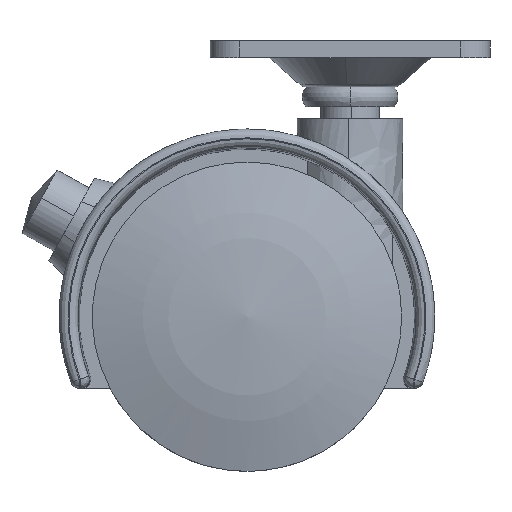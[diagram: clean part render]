
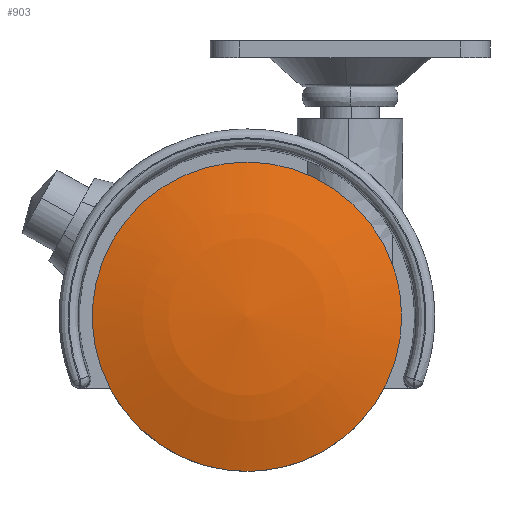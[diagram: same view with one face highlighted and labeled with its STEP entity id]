
A CAD part, front view. The second image highlights one B-rep face of the part: STEP entity #903.
In plain terms, the highlighted free-form (B-spline) face has degree [2, 2] with [4, 4] control points.
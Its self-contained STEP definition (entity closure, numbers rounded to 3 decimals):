
#643=CARTESIAN_POINT('',(20.853,-17.05,2.479));
#644=VERTEX_POINT('',#643);
#650=CARTESIAN_POINT('',(0.0,-17.05,-21.0));
#651=VERTEX_POINT('',#650);
#652=CARTESIAN_POINT('',(20.853,-17.05,2.479));
#653=CARTESIAN_POINT('',(21.,-17.05,1.244));
#654=CARTESIAN_POINT('',(21.0,-17.05,0.0));
#655=CARTESIAN_POINT('',(21.,-17.05,-21.));
#656=CARTESIAN_POINT('',(0.0,-17.05,-21.0));
#664=(BOUNDED_CURVE()B_SPLINE_CURVE(2,(#652,#653,#654,#655,#656),.UNSPECIFIED.,.F.,.U.)B_SPLINE_CURVE_WITH_KNOTS((3,2,3),(0.23,0.25,0.5),.UNSPECIFIED.)CURVE()GEOMETRIC_REPRESENTATION_ITEM()RATIONAL_B_SPLINE_CURVE((0.956,0.976,1.0,0.707,1.0))REPRESENTATION_ITEM(''));
#665=EDGE_CURVE('',#644,#651,#664,.T.);
#667=CARTESIAN_POINT('',(-20.961,-17.05,-1.282));
#668=VERTEX_POINT('',#667);
#669=CARTESIAN_POINT('',(0.0,-17.05,-21.0));
#670=CARTESIAN_POINT('',(-19.755,-17.05,-21.0));
#671=CARTESIAN_POINT('',(-20.961,-17.05,-1.282));
#679=(BOUNDED_CURVE()B_SPLINE_CURVE(2,(#669,#670,#671),.UNSPECIFIED.,.F.,.U.)B_SPLINE_CURVE_WITH_KNOTS((3,3),(0.5,0.739),.UNSPECIFIED.)CURVE()GEOMETRIC_REPRESENTATION_ITEM()RATIONAL_B_SPLINE_CURVE((1.0,0.72,0.976))REPRESENTATION_ITEM(''));
#680=EDGE_CURVE('',#651,#668,#679,.T.);
#754=CARTESIAN_POINT('',(0.0,-17.05,21.0));
#755=VERTEX_POINT('',#754);
#756=CARTESIAN_POINT('',(-20.961,-17.05,-1.282));
#757=CARTESIAN_POINT('',(-21.,-17.05,-0.642));
#758=CARTESIAN_POINT('',(-21.0,-17.05,0.0));
#759=CARTESIAN_POINT('',(-21.,-17.05,21.));
#760=CARTESIAN_POINT('',(0.0,-17.05,21.0));
#768=(BOUNDED_CURVE()B_SPLINE_CURVE(2,(#756,#757,#758,#759,#760),.UNSPECIFIED.,.F.,.U.)B_SPLINE_CURVE_WITH_KNOTS((3,2,3),(0.739,0.75,1.0),.UNSPECIFIED.)CURVE()GEOMETRIC_REPRESENTATION_ITEM()RATIONAL_B_SPLINE_CURVE((0.976,0.988,1.0,0.707,1.0))REPRESENTATION_ITEM(''));
#769=EDGE_CURVE('',#668,#755,#768,.T.);
#771=CARTESIAN_POINT('',(0.0,-17.05,21.0));
#772=CARTESIAN_POINT('',(18.652,-17.05,21.));
#773=CARTESIAN_POINT('',(20.853,-17.05,2.479));
#781=(BOUNDED_CURVE()B_SPLINE_CURVE(2,(#771,#772,#773),.UNSPECIFIED.,.F.,.U.)B_SPLINE_CURVE_WITH_KNOTS((3,3),(0.0,0.23),.UNSPECIFIED.)CURVE()GEOMETRIC_REPRESENTATION_ITEM()RATIONAL_B_SPLINE_CURVE((1.0,0.731,0.956))REPRESENTATION_ITEM(''));
#782=EDGE_CURVE('',#755,#644,#781,.T.);
#873=CARTESIAN_POINT('',(-22.377,-12.749,-22.377));
#874=CARTESIAN_POINT('',(-11.494,-16.397,-22.988));
#875=CARTESIAN_POINT('',(11.494,-16.397,-22.988));
#876=CARTESIAN_POINT('',(22.377,-12.749,-22.377));
#877=CARTESIAN_POINT('',(-22.988,-16.397,-11.494));
#878=CARTESIAN_POINT('',(-11.817,-20.25,-11.817));
#879=CARTESIAN_POINT('',(11.817,-20.25,-11.817));
#880=CARTESIAN_POINT('',(22.988,-16.397,-11.494));
#881=CARTESIAN_POINT('',(-22.988,-16.397,11.494));
#882=CARTESIAN_POINT('',(-11.817,-20.25,11.817));
#883=CARTESIAN_POINT('',(11.817,-20.25,11.817));
#884=CARTESIAN_POINT('',(22.988,-16.397,11.494));
#885=CARTESIAN_POINT('',(-22.377,-12.749,22.377));
#886=CARTESIAN_POINT('',(-11.494,-16.397,22.988));
#887=CARTESIAN_POINT('',(11.494,-16.397,22.988));
#888=CARTESIAN_POINT('',(22.377,-12.749,22.377));
#896=(BOUNDED_SURFACE()B_SPLINE_SURFACE(2,2,((#873,#877,#881,#885),(#874,#878,#882,#886),(#875,#879,#883,#887),(#876,#880,#884,#888)),.UNSPECIFIED.,.F.,.F.,.U.)B_SPLINE_SURFACE_WITH_KNOTS((3,1,3),(3,1,3),(14.293,37.079,59.866),(14.292,37.079,59.866),.UNSPECIFIED.)GEOMETRIC_REPRESENTATION_ITEM()RATIONAL_B_SPLINE_SURFACE(((1.056,1.028,1.028,1.056),(1.028,1.0,1.0,1.028),(1.028,1.0,1.0,1.028),(1.056,1.028,1.028,1.056)))REPRESENTATION_ITEM('')SURFACE());
#897=ORIENTED_EDGE('',*,*,#769,.F.);
#898=ORIENTED_EDGE('',*,*,#680,.F.);
#899=ORIENTED_EDGE('',*,*,#665,.F.);
#900=ORIENTED_EDGE('',*,*,#782,.F.);
#901=EDGE_LOOP('',(#897,#898,#899,#900));
#902=FACE_OUTER_BOUND('',#901,.T.);
#903=ADVANCED_FACE('',(#902),#896,.T.);
